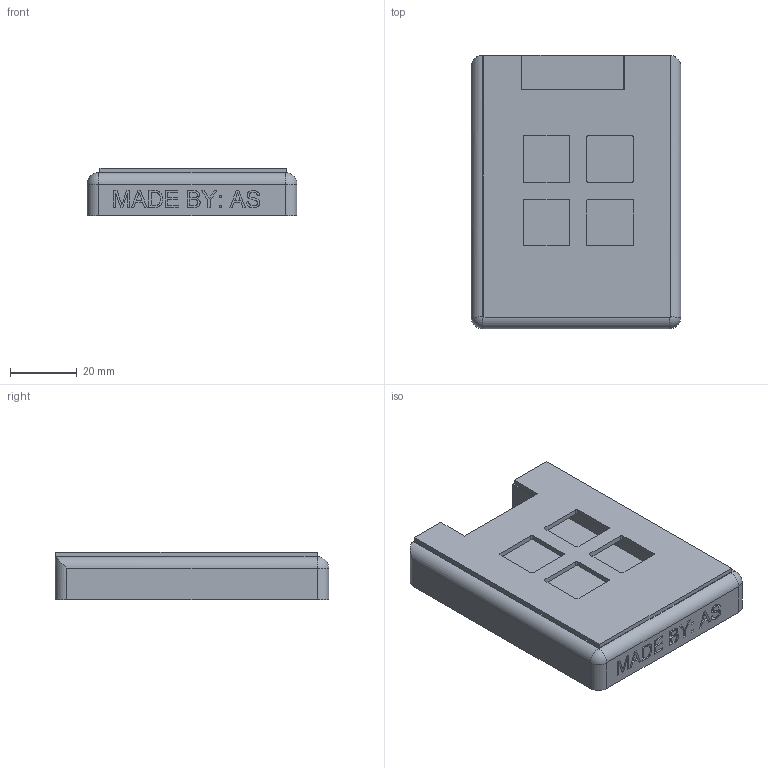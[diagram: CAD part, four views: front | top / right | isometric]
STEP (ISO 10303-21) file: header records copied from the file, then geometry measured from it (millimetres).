
FILE_DESCRIPTION(/* description */ (''),/* implementation_level */ '2;1');
FILE_NAME(/* name */ 'HackapadCAD.step',/* time_stamp */ '2025-07-13T22:55:53-04:00',/* author */ (''),/* organization */ (''),/* preprocessor_version */ 'ST-DEVELOPER v20.1',/* originating_system */ 'Autodesk Translation Framework v14.10.0.0',/* authorisation */ '');
FILE_SCHEMA (('AUTOMOTIVE_DESIGN { 1 0 10303 214 3 1 1 }'));
Length unit declared in the file: millimetre
Products named in the file (4): Hackapad; Base; HackapadTop; Lid
Assembly tree (3 placements, depth 4):
  Hackapad
    Base
      HackapadTop
        Lid
Bounding box: 62.86 x 81.91 x 14.34 mm (x, y, z)
Volume: 45631.7 mm3; surface area: 28745.2 mm2
Topology: 3 solids, 3 shells, 248 faces, 673 edges, 446 vertices
Faces by surface type: plane 142, bspline 81, cylinder 23, sphere 2
Entity records: 8596 total; most frequent: CARTESIAN_POINT 2751, ORIENTED_EDGE 1346, DIRECTION 903, EDGE_CURVE 673, LINE 467, VECTOR 467, VERTEX_POINT 446, EDGE_LOOP 271
